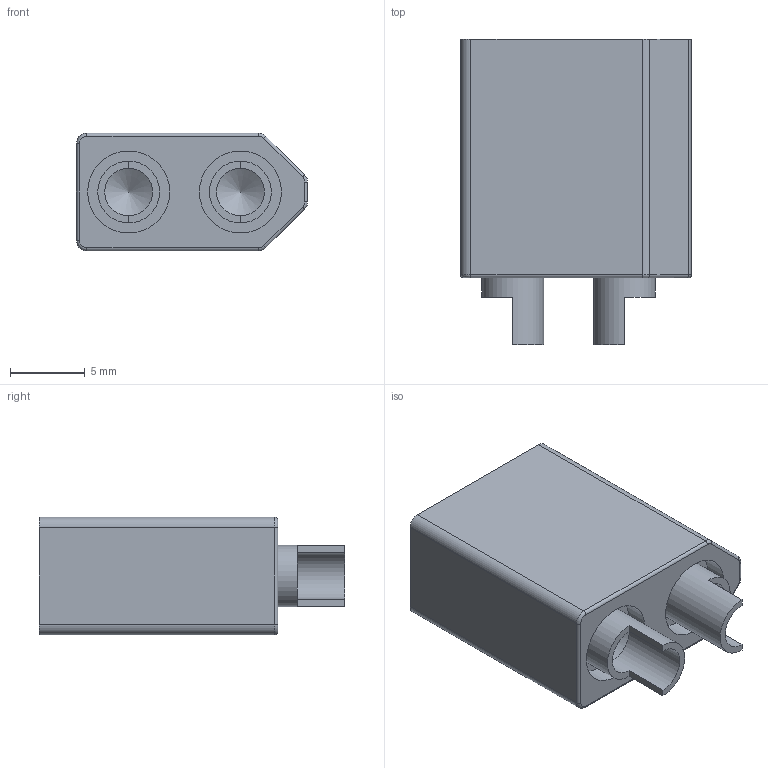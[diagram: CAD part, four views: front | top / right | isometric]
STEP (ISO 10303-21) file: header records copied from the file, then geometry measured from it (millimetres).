
FILE_DESCRIPTION(/* description */ (''),/* implementation_level */ '2;1');
FILE_NAME(/* name */ 'xt60_female.stp',/* time_stamp */ '2016-09-17T22:48:30+02:00',/* author */ ('Korken'),/* organization */ (''),/* preprocessor_version */ 'ST-DEVELOPER v16.1',/* originating_system */ 'Autodesk Inventor 2016',/* authorisation */ '');
FILE_SCHEMA (('AUTOMOTIVE_DESIGN { 1 0 10303 214 3 1 1 }'));
Length unit declared in the file: millimetre
Products named in the file (4): plastic_f; pins_f; pins_bot; xt60_female
Assembly tree (3 placements, depth 2):
  xt60_female
    plastic_f
    pins_f
    pins_bot
Bounding box: 15.5 x 20.5 x 7.9 mm (x, y, z)
Volume: 1062.2 mm3; surface area: 1979.3 mm2
Topology: 5 solids, 5 shells, 294 faces, 704 edges, 422 vertices
Faces by surface type: cylinder 92, bspline 80, plane 72, torus 40, cone 10
Full cylindrical faces by diameter (mm): 3.2 x2, 4.15 x2, 4.5 x2, 5.5 x2
Entity records: 10264 total; most frequent: CARTESIAN_POINT 3877, ORIENTED_EDGE 1364, DIRECTION 1222, EDGE_CURVE 682, AXIS2_PLACEMENT_3D 495, VERTEX_POINT 412, EDGE_LOOP 308, FACE_OUTER_BOUND 294
